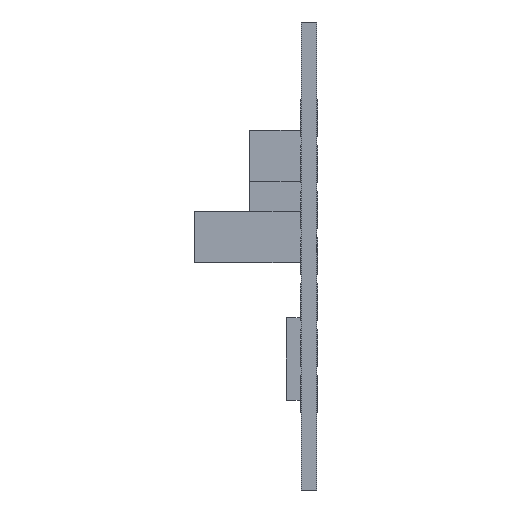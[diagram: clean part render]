
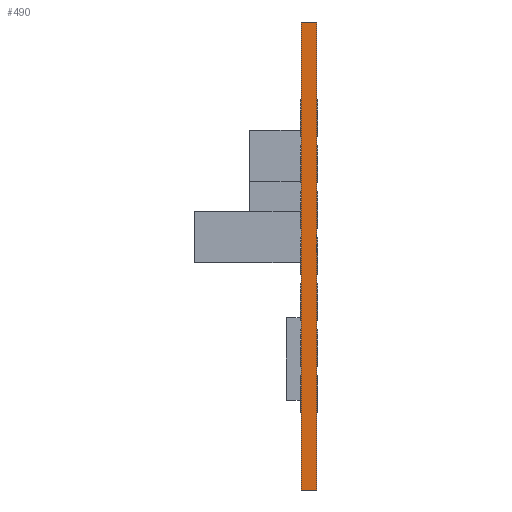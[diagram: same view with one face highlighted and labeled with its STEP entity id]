
A CAD part, left-side view. The second image highlights one B-rep face of the part: STEP entity #490.
In plain terms, the highlighted planar face has unit normal (-1, 0, 0).
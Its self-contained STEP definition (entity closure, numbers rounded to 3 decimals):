
#2 = ORIENTED_EDGE ( 'NONE', *, *, #3002, .F. ) ;
#79 = CARTESIAN_POINT ( 'NONE',  ( -12.7, -0.42, 12.7 ) ) ;
#294 = CARTESIAN_POINT ( 'NONE',  ( -12.7, -0.42, -12.7 ) ) ;
#490 = ADVANCED_FACE ( 'NONE', ( #1855 ), #3106, .T. ) ;
#612 = VECTOR ( 'NONE', #4266, 1000. ) ;
#646 = ORIENTED_EDGE ( 'NONE', *, *, #3107, .T. ) ;
#681 = LINE ( 'NONE', #79, #3830 ) ;
#764 = LINE ( 'NONE', #4656, #612 ) ;
#859 = ORIENTED_EDGE ( 'NONE', *, *, #4217, .F. ) ;
#1346 = EDGE_LOOP ( 'NONE', ( #646, #2, #859, #3186 ) ) ;
#1448 = AXIS2_PLACEMENT_3D ( 'NONE', #4056, #2262, #3537 ) ;
#1855 = FACE_OUTER_BOUND ( 'NONE', #1346, .T. ) ;
#2052 = CARTESIAN_POINT ( 'NONE',  ( -12.7, -0.42, 12.7 ) ) ;
#2262 = DIRECTION ( 'NONE',  ( -1., 0., 0. ) ) ;
#2846 = VECTOR ( 'NONE', #3792, 1000. ) ;
#2981 = CARTESIAN_POINT ( 'NONE',  ( -12.7, 0.42, 12.7 ) ) ;
#2990 = LINE ( 'NONE', #2052, #2846 ) ;
#3002 = EDGE_CURVE ( 'NONE', #4687, #5051, #764, .T. ) ;
#3106 = PLANE ( 'NONE',  #1448 ) ;
#3107 = EDGE_CURVE ( 'NONE', #5732, #5051, #2990, .T. ) ;
#3186 = ORIENTED_EDGE ( 'NONE', *, *, #3426, .T. ) ;
#3212 = DIRECTION ( 'NONE',  ( 0., 0., 1. ) ) ;
#3426 = EDGE_CURVE ( 'NONE', #3893, #5732, #681, .T. ) ;
#3537 = DIRECTION ( 'NONE',  ( 0., 0., 1. ) ) ;
#3688 = VECTOR ( 'NONE', #5052, 1000. ) ;
#3792 = DIRECTION ( 'NONE',  ( 0., 1., 0. ) ) ;
#3830 = VECTOR ( 'NONE', #3212, 1000. ) ;
#3893 = VERTEX_POINT ( 'NONE', #294 ) ;
#3965 = CARTESIAN_POINT ( 'NONE',  ( -12.7, -0.42, 12.7 ) ) ;
#4056 = CARTESIAN_POINT ( 'NONE',  ( -12.7, -0.42, 12.7 ) ) ;
#4217 = EDGE_CURVE ( 'NONE', #3893, #4687, #4378, .T. ) ;
#4266 = DIRECTION ( 'NONE',  ( 0., 0., 1. ) ) ;
#4378 = LINE ( 'NONE', #5079, #3688 ) ;
#4656 = CARTESIAN_POINT ( 'NONE',  ( -12.7, 0.42, 12.7 ) ) ;
#4687 = VERTEX_POINT ( 'NONE', #4970 ) ;
#4970 = CARTESIAN_POINT ( 'NONE',  ( -12.7, 0.42, -12.7 ) ) ;
#5051 = VERTEX_POINT ( 'NONE', #2981 ) ;
#5052 = DIRECTION ( 'NONE',  ( 0., 1., 0. ) ) ;
#5079 = CARTESIAN_POINT ( 'NONE',  ( -12.7, -0.42, -12.7 ) ) ;
#5732 = VERTEX_POINT ( 'NONE', #3965 ) ;
